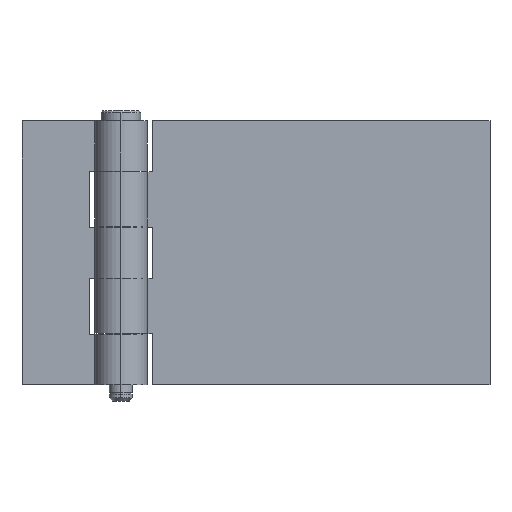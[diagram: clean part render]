
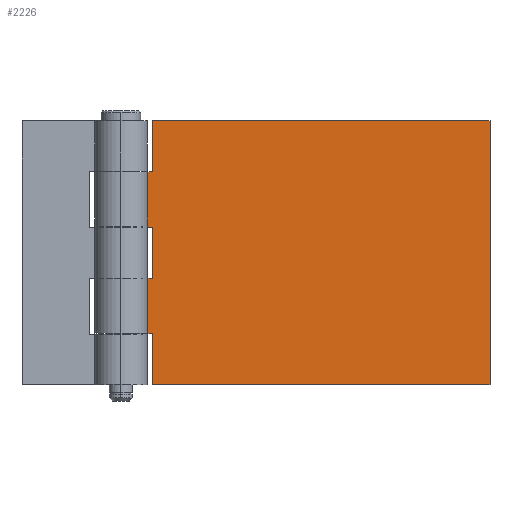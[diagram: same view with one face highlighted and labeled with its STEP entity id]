
A CAD part, top view. The second image highlights one B-rep face of the part: STEP entity #2226.
In plain terms, the highlighted face is planar.
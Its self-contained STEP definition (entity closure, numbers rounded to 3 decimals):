
#116 = ORIENTED_EDGE ( 'NONE', *, *, #226, .T. ) ;
#117 = ORIENTED_EDGE ( 'NONE', *, *, #252, .F. ) ;
#118 = EDGE_CURVE ( 'NONE', #121, #253, #777, .T. ) ;
#119 = ORIENTED_EDGE ( 'NONE', *, *, #118, .T. ) ;
#120 = EDGE_CURVE ( 'NONE', #158, #121, #773, .T. ) ;
#121 = VERTEX_POINT ( 'NONE', #769 ) ;
#123 = ORIENTED_EDGE ( 'NONE', *, *, #120, .T. ) ;
#132 = VERTEX_POINT ( 'NONE', #813 ) ;
#158 = VERTEX_POINT ( 'NONE', #890 ) ;
#162 = VERTEX_POINT ( 'NONE', #885 ) ;
#169 = VERTEX_POINT ( 'NONE', #874 ) ;
#171 = EDGE_CURVE ( 'NONE', #169, #162, #873, .T. ) ;
#174 = VERTEX_POINT ( 'NONE', #863 ) ;
#184 = EDGE_CURVE ( 'NONE', #132, #174, #905, .T. ) ;
#226 = EDGE_CURVE ( 'NONE', #250, #2249, #1017, .T. ) ;
#241 = EDGE_CURVE ( 'NONE', #246, #158, #993, .T. ) ;
#246 = VERTEX_POINT ( 'NONE', #1041 ) ;
#250 = VERTEX_POINT ( 'NONE', #1035 ) ;
#252 = EDGE_CURVE ( 'NONE', #250, #253, #1034, .T. ) ;
#253 = VERTEX_POINT ( 'NONE', #1030 ) ;
#769 = CARTESIAN_POINT ( 'NONE',  ( 9.5, 15.5, 4. ) ) ;
#770 = DIRECTION ( 'NONE',  ( 0., 1., 0. ) ) ;
#771 = VECTOR ( 'NONE', #770, 1000. ) ;
#772 = CARTESIAN_POINT ( 'NONE',  ( 9.5, 80., 4. ) ) ;
#773 = LINE ( 'NONE', #772, #771 ) ;
#774 = DIRECTION ( 'NONE',  ( -1., 0., 0. ) ) ;
#775 = VECTOR ( 'NONE', #774, 1000. ) ;
#776 = CARTESIAN_POINT ( 'NONE',  ( 112., 15.5, 4. ) ) ;
#777 = LINE ( 'NONE', #776, #775 ) ;
#813 = CARTESIAN_POINT ( 'NONE',  ( 6.928, 64.5, 4. ) ) ;
#863 = CARTESIAN_POINT ( 'NONE',  ( 6.928, 47.8, 4. ) ) ;
#870 = DIRECTION ( 'NONE',  ( -1., 0., 0. ) ) ;
#871 = VECTOR ( 'NONE', #870, 1000. ) ;
#872 = CARTESIAN_POINT ( 'NONE',  ( 112., 80., 4. ) ) ;
#873 = LINE ( 'NONE', #872, #871 ) ;
#874 = CARTESIAN_POINT ( 'NONE',  ( 112., 80., 4. ) ) ;
#885 = CARTESIAN_POINT ( 'NONE',  ( 9.5, 80., 4. ) ) ;
#890 = CARTESIAN_POINT ( 'NONE',  ( 9.5, 0., 4. ) ) ;
#902 = DIRECTION ( 'NONE',  ( 0., -1., 0. ) ) ;
#903 = VECTOR ( 'NONE', #902, 1000. ) ;
#904 = CARTESIAN_POINT ( 'NONE',  ( 6.928, 80., 4. ) ) ;
#905 = LINE ( 'NONE', #904, #903 ) ;
#992 = CARTESIAN_POINT ( 'NONE',  ( 112., 0., 4. ) ) ;
#993 = LINE ( 'NONE', #992, #1053 ) ;
#1014 = DIRECTION ( 'NONE',  ( 1., 0., 0. ) ) ;
#1015 = VECTOR ( 'NONE', #1014, 1000. ) ;
#1016 = CARTESIAN_POINT ( 'NONE',  ( 112., 32.2, 4. ) ) ;
#1017 = LINE ( 'NONE', #1016, #1015 ) ;
#1030 = CARTESIAN_POINT ( 'NONE',  ( 6.928, 15.5, 4. ) ) ;
#1031 = DIRECTION ( 'NONE',  ( 0., -1., 0. ) ) ;
#1032 = VECTOR ( 'NONE', #1031, 1000. ) ;
#1033 = CARTESIAN_POINT ( 'NONE',  ( 6.928, 80., 4. ) ) ;
#1034 = LINE ( 'NONE', #1033, #1032 ) ;
#1035 = CARTESIAN_POINT ( 'NONE',  ( 6.928, 32.2, 4. ) ) ;
#1041 = CARTESIAN_POINT ( 'NONE',  ( 112., 0., 4. ) ) ;
#1052 = DIRECTION ( 'NONE',  ( -1., 0., 0. ) ) ;
#1053 = VECTOR ( 'NONE', #1052, 1000. ) ;
#1643 = DIRECTION ( 'NONE',  ( 0., -1., 0. ) ) ;
#1644 = VECTOR ( 'NONE', #1643, 1000. ) ;
#1645 = CARTESIAN_POINT ( 'NONE',  ( 112., 80., 4. ) ) ;
#1646 = LINE ( 'NONE', #1645, #1644 ) ;
#1647 = DIRECTION ( 'NONE',  ( 1., 0., 0. ) ) ;
#1648 = DIRECTION ( 'NONE',  ( 0., 0., 1. ) ) ;
#1649 = CARTESIAN_POINT ( 'NONE',  ( 112., 80., 4. ) ) ;
#1650 = AXIS2_PLACEMENT_3D ( 'NONE', #1649, #1648, #1647 ) ;
#1651 = PLANE ( 'NONE',  #1650 ) ;
#1652 = FACE_OUTER_BOUND ( 'NONE', #2227, .T. ) ;
#1653 = DIRECTION ( 'NONE',  ( 0., 1., 0. ) ) ;
#1654 = VECTOR ( 'NONE', #1653, 1000. ) ;
#1655 = CARTESIAN_POINT ( 'NONE',  ( 9.5, 80., 4. ) ) ;
#1656 = LINE ( 'NONE', #1655, #1654 ) ;
#1675 = CARTESIAN_POINT ( 'NONE',  ( 9.5, 32.2, 4. ) ) ;
#1682 = DIRECTION ( 'NONE',  ( -1., 0., 0. ) ) ;
#1683 = VECTOR ( 'NONE', #1682, 1000. ) ;
#1684 = CARTESIAN_POINT ( 'NONE',  ( 112., 47.8, 4. ) ) ;
#1685 = LINE ( 'NONE', #1684, #1683 ) ;
#1686 = CARTESIAN_POINT ( 'NONE',  ( 9.5, 64.5, 4. ) ) ;
#1687 = DIRECTION ( 'NONE',  ( 1., 0., 0. ) ) ;
#1688 = VECTOR ( 'NONE', #1687, 1000. ) ;
#1689 = CARTESIAN_POINT ( 'NONE',  ( 112., 64.5, 4. ) ) ;
#1690 = LINE ( 'NONE', #1689, #1688 ) ;
#1691 = CARTESIAN_POINT ( 'NONE',  ( 9.5, 47.8, 4. ) ) ;
#1692 = DIRECTION ( 'NONE',  ( 0., 1., 0. ) ) ;
#1693 = VECTOR ( 'NONE', #1692, 1000. ) ;
#1694 = CARTESIAN_POINT ( 'NONE',  ( 9.5, 80., 4. ) ) ;
#1695 = LINE ( 'NONE', #1694, #1693 ) ;
#2225 = EDGE_CURVE ( 'NONE', #2249, #2239, #1656, .T. ) ;
#2226 = ADVANCED_FACE ( 'NONE', ( #1652 ), #1651, .F. ) ;
#2227 = EDGE_LOOP ( 'NONE', ( #2230, #2238, #2245, #2244, #2242, #2243, #2236, #2240, #123, #119, #117, #116 ) ) ;
#2230 = ORIENTED_EDGE ( 'NONE', *, *, #2225, .T. ) ;
#2232 = EDGE_CURVE ( 'NONE', #169, #246, #1646, .T. ) ;
#2236 = ORIENTED_EDGE ( 'NONE', *, *, #2232, .T. ) ;
#2237 = EDGE_CURVE ( 'NONE', #2246, #162, #1695, .T. ) ;
#2238 = ORIENTED_EDGE ( 'NONE', *, *, #2247, .T. ) ;
#2239 = VERTEX_POINT ( 'NONE', #1691 ) ;
#2240 = ORIENTED_EDGE ( 'NONE', *, *, #241, .T. ) ;
#2241 = EDGE_CURVE ( 'NONE', #132, #2246, #1690, .T. ) ;
#2242 = ORIENTED_EDGE ( 'NONE', *, *, #2237, .T. ) ;
#2243 = ORIENTED_EDGE ( 'NONE', *, *, #171, .F. ) ;
#2244 = ORIENTED_EDGE ( 'NONE', *, *, #2241, .T. ) ;
#2245 = ORIENTED_EDGE ( 'NONE', *, *, #184, .F. ) ;
#2246 = VERTEX_POINT ( 'NONE', #1686 ) ;
#2247 = EDGE_CURVE ( 'NONE', #2239, #174, #1685, .T. ) ;
#2249 = VERTEX_POINT ( 'NONE', #1675 ) ;
